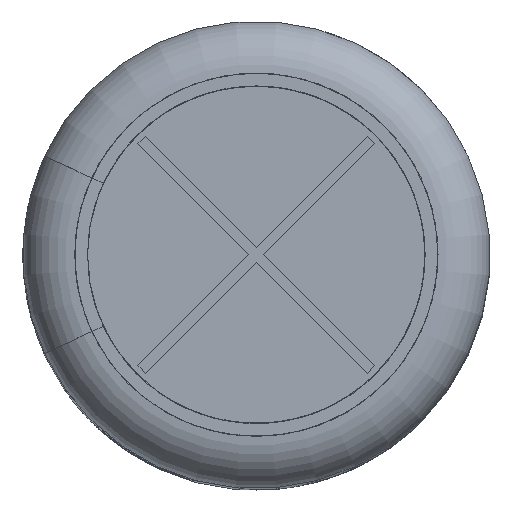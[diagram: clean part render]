
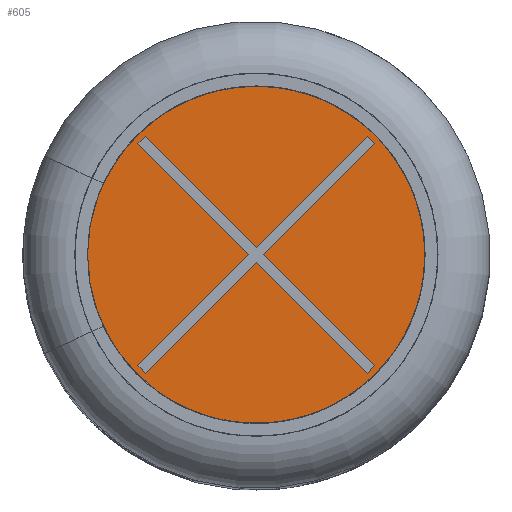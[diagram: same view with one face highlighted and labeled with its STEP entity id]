
A CAD part, top view. The second image highlights one B-rep face of the part: STEP entity #605.
In plain terms, the highlighted planar face has unit normal (0, 0, 1).
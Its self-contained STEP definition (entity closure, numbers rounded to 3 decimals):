
#605 = ADVANCED_FACE( '', ( #1697, #1698 ), #1699, .T. );
#1697 = FACE_OUTER_BOUND( '', #4217, .T. );
#1698 = FACE_BOUND( '', #4218, .T. );
#1699 = PLANE( '', #4219 );
#4217 = EDGE_LOOP( '', ( #13038 ) );
#4218 = EDGE_LOOP( '', ( #13039, #13040, #13041, #13042, #13043, #13044, #13045, #13046, #13047, #13048, #13049, #13050 ) );
#4219 = AXIS2_PLACEMENT_3D( '', #13051, #13052, #13053 );
#13038 = ORIENTED_EDGE( '', *, *, #17202, .F. );
#13039 = ORIENTED_EDGE( '', *, *, #17203, .T. );
#13040 = ORIENTED_EDGE( '', *, *, #17204, .T. );
#13041 = ORIENTED_EDGE( '', *, *, #17205, .T. );
#13042 = ORIENTED_EDGE( '', *, *, #17206, .T. );
#13043 = ORIENTED_EDGE( '', *, *, #17207, .T. );
#13044 = ORIENTED_EDGE( '', *, *, #17208, .T. );
#13045 = ORIENTED_EDGE( '', *, *, #17209, .T. );
#13046 = ORIENTED_EDGE( '', *, *, #17210, .T. );
#13047 = ORIENTED_EDGE( '', *, *, #17211, .T. );
#13048 = ORIENTED_EDGE( '', *, *, #17212, .T. );
#13049 = ORIENTED_EDGE( '', *, *, #17213, .T. );
#13050 = ORIENTED_EDGE( '', *, *, #17069, .T. );
#13051 = CARTESIAN_POINT( '', ( -6.998, 0., 44.78 ) );
#13052 = DIRECTION( '', ( 0., 0., 1. ) );
#13053 = DIRECTION( '', ( 1., 0., 0. ) );
#17069 = EDGE_CURVE( '', #18860, #18861, #18862, .T. );
#17202 = EDGE_CURVE( '', #19098, #19098, #19099, .T. );
#17203 = EDGE_CURVE( '', #18861, #19100, #19101, .T. );
#17204 = EDGE_CURVE( '', #19100, #19102, #19103, .T. );
#17205 = EDGE_CURVE( '', #19102, #19104, #19105, .T. );
#17206 = EDGE_CURVE( '', #19104, #19106, #19107, .T. );
#17207 = EDGE_CURVE( '', #19106, #19108, #19109, .T. );
#17208 = EDGE_CURVE( '', #19108, #19110, #19111, .T. );
#17209 = EDGE_CURVE( '', #19110, #19112, #19113, .T. );
#17210 = EDGE_CURVE( '', #19112, #19114, #19115, .T. );
#17211 = EDGE_CURVE( '', #19114, #19116, #19117, .T. );
#17212 = EDGE_CURVE( '', #19116, #19118, #19119, .T. );
#17213 = EDGE_CURVE( '', #19118, #18860, #19120, .T. );
#18860 = VERTEX_POINT( '', #21586 );
#18861 = VERTEX_POINT( '', #21587 );
#18862 = LINE( '', #21588, #21589 );
#19098 = VERTEX_POINT( '', #22149 );
#19099 = CIRCLE( '', #22150, 6.998 );
#19100 = VERTEX_POINT( '', #22151 );
#19101 = LINE( '', #22152, #22153 );
#19102 = VERTEX_POINT( '', #22154 );
#19103 = LINE( '', #22155, #22156 );
#19104 = VERTEX_POINT( '', #22157 );
#19105 = LINE( '', #22158, #22159 );
#19106 = VERTEX_POINT( '', #22160 );
#19107 = LINE( '', #22161, #22162 );
#19108 = VERTEX_POINT( '', #22163 );
#19109 = LINE( '', #22164, #22165 );
#19110 = VERTEX_POINT( '', #22166 );
#19111 = LINE( '', #22167, #22168 );
#19112 = VERTEX_POINT( '', #22169 );
#19113 = LINE( '', #22170, #22171 );
#19114 = VERTEX_POINT( '', #22172 );
#19115 = LINE( '', #22173, #22174 );
#19116 = VERTEX_POINT( '', #22175 );
#19117 = LINE( '', #22176, #22177 );
#19118 = VERTEX_POINT( '', #22178 );
#19119 = LINE( '', #22179, #22180 );
#19120 = LINE( '', #22181, #22182 );
#21586 = CARTESIAN_POINT( '', ( -0.283, 0., 44.78 ) );
#21587 = CARTESIAN_POINT( '', ( -4.559, 4.276, 44.78 ) );
#21588 = CARTESIAN_POINT( '', ( -0.283, 0., 44.78 ) );
#21589 = VECTOR( '', #28421, 1000. );
#22149 = CARTESIAN_POINT( '', ( -6.998, 0., 44.78 ) );
#22150 = AXIS2_PLACEMENT_3D( '', #28558, #28559, #28560 );
#22151 = CARTESIAN_POINT( '', ( -4.276, 4.559, 44.78 ) );
#22152 = CARTESIAN_POINT( '', ( -4.276, 4.559, 44.78 ) );
#22153 = VECTOR( '', #28561, 1000. );
#22154 = CARTESIAN_POINT( '', ( 0., 0.283, 44.78 ) );
#22155 = CARTESIAN_POINT( '', ( 0., 0.283, 44.78 ) );
#22156 = VECTOR( '', #28562, 1000. );
#22157 = CARTESIAN_POINT( '', ( 4.276, 4.559, 44.78 ) );
#22158 = CARTESIAN_POINT( '', ( 0., 0.283, 44.78 ) );
#22159 = VECTOR( '', #28563, 1000. );
#22160 = CARTESIAN_POINT( '', ( 4.559, 4.276, 44.78 ) );
#22161 = CARTESIAN_POINT( '', ( 4.559, 4.276, 44.78 ) );
#22162 = VECTOR( '', #28564, 1000. );
#22163 = CARTESIAN_POINT( '', ( 0.283, 0., 44.78 ) );
#22164 = CARTESIAN_POINT( '', ( 0.283, 0., 44.78 ) );
#22165 = VECTOR( '', #28565, 1000. );
#22166 = CARTESIAN_POINT( '', ( 4.559, -4.276, 44.78 ) );
#22167 = CARTESIAN_POINT( '', ( 0.283, 0., 44.78 ) );
#22168 = VECTOR( '', #28566, 1000. );
#22169 = CARTESIAN_POINT( '', ( 4.276, -4.559, 44.78 ) );
#22170 = CARTESIAN_POINT( '', ( 4.559, -4.276, 44.78 ) );
#22171 = VECTOR( '', #28567, 1000. );
#22172 = CARTESIAN_POINT( '', ( 0., -0.283, 44.78 ) );
#22173 = CARTESIAN_POINT( '', ( 0., -0.283, 44.78 ) );
#22174 = VECTOR( '', #28568, 1000. );
#22175 = CARTESIAN_POINT( '', ( -4.276, -4.559, 44.78 ) );
#22176 = CARTESIAN_POINT( '', ( 0., -0.283, 44.78 ) );
#22177 = VECTOR( '', #28569, 1000. );
#22178 = CARTESIAN_POINT( '', ( -4.559, -4.276, 44.78 ) );
#22179 = CARTESIAN_POINT( '', ( -4.276, -4.559, 44.78 ) );
#22180 = VECTOR( '', #28570, 1000. );
#22181 = CARTESIAN_POINT( '', ( -0.283, 0., 44.78 ) );
#22182 = VECTOR( '', #28571, 1000. );
#28421 = DIRECTION( '', ( -0.707, 0.707, 0. ) );
#28558 = CARTESIAN_POINT( '', ( 0., 0., 44.78 ) );
#28559 = DIRECTION( '', ( 0., 0., -1. ) );
#28560 = DIRECTION( '', ( -1., 0., 0. ) );
#28561 = DIRECTION( '', ( 0.707, 0.707, 0. ) );
#28562 = DIRECTION( '', ( 0.707, -0.707, 0. ) );
#28563 = DIRECTION( '', ( 0.707, 0.707, 0. ) );
#28564 = DIRECTION( '', ( 0.707, -0.707, 0. ) );
#28565 = DIRECTION( '', ( -0.707, -0.707, 0. ) );
#28566 = DIRECTION( '', ( 0.707, -0.707, 0. ) );
#28567 = DIRECTION( '', ( -0.707, -0.707, 0. ) );
#28568 = DIRECTION( '', ( -0.707, 0.707, 0. ) );
#28569 = DIRECTION( '', ( -0.707, -0.707, 0. ) );
#28570 = DIRECTION( '', ( -0.707, 0.707, 0. ) );
#28571 = DIRECTION( '', ( 0.707, 0.707, 0. ) );
